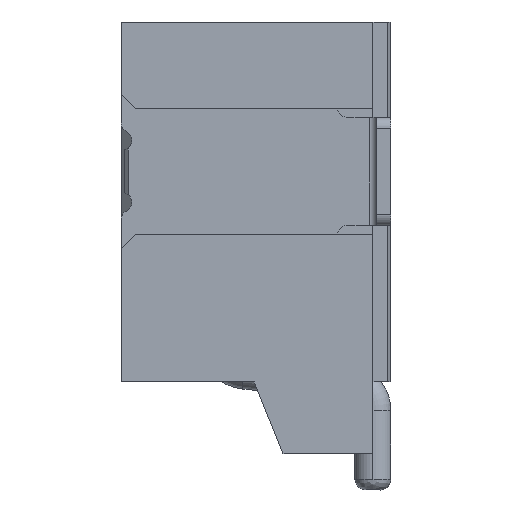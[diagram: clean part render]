
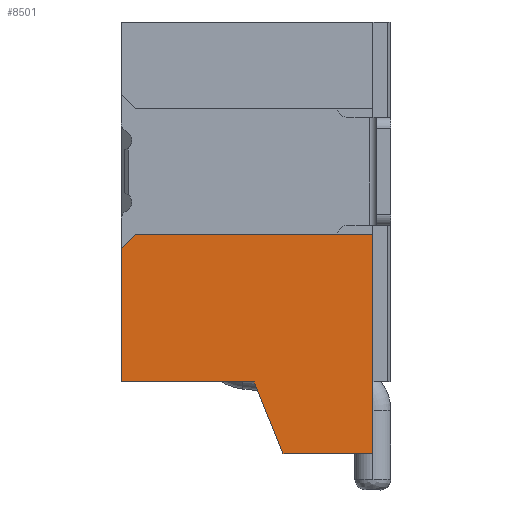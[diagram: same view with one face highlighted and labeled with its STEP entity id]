
A CAD part, left-side view. The second image highlights one B-rep face of the part: STEP entity #8501.
In plain terms, the highlighted planar face has unit normal (-1, 0, 0).
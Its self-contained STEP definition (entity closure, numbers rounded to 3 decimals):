
#26=DIRECTION('',(0.,1.,0.));
#27=VECTOR('',#26,1.85);
#28=CARTESIAN_POINT('',(311.355,-58.605,-5.5));
#29=LINE('',#28,#27);
#386=DIRECTION('',(0.,0.,1.));
#387=VECTOR('',#386,1.85);
#388=CARTESIAN_POINT('',(311.355,-56.755,-5.5));
#389=LINE('',#388,#387);
#1922=DIRECTION('',(0.,1.,0.));
#1923=VECTOR('',#1922,3.3);
#1924=CARTESIAN_POINT('',(311.355,-60.255,
-3.45));
#1925=LINE('',#1924,#1923);
#1926=DIRECTION('',(0.,0.,1.));
#1927=VECTOR('',#1926,3.05);
#1928=CARTESIAN_POINT('',(311.355,-60.255,
-6.5));
#1929=LINE('',#1928,#1927);
#1930=DIRECTION('',(0.,-1.,0.));
#1931=VECTOR('',#1930,1.25);
#1932=CARTESIAN_POINT('',(311.355,-59.005,
-6.5));
#1933=LINE('',#1932,#1931);
#1934=DIRECTION('',(0.,-0.371,-0.928));
#1935=VECTOR('',#1934,1.077);
#1936=CARTESIAN_POINT('',(311.355,-58.605,-5.5));
#1937=LINE('',#1936,#1935);
#1938=DIRECTION('',(0.,0.707,-0.707));
#1939=VECTOR('',#1938,0.283);
#1940=CARTESIAN_POINT('',(311.355,-56.955,
-3.45));
#1941=LINE('',#1940,#1939);
#4521=CARTESIAN_POINT('',(311.355,-60.255,
-6.5));
#4522=CARTESIAN_POINT('',(311.355,-60.255,
-3.45));
#4523=VERTEX_POINT('',#4521);
#4524=VERTEX_POINT('',#4522);
#4525=CARTESIAN_POINT('',(311.355,-59.005,
-6.5));
#4526=VERTEX_POINT('',#4525);
#4527=CARTESIAN_POINT('',(311.355,-58.605,-5.5));
#4528=VERTEX_POINT('',#4527);
#4529=CARTESIAN_POINT('',(311.355,-56.755,-5.5));
#4530=VERTEX_POINT('',#4529);
#4531=CARTESIAN_POINT('',(311.355,-56.755,
-3.65));
#4532=VERTEX_POINT('',#4531);
#4533=CARTESIAN_POINT('',(311.355,-56.955,
-3.45));
#4534=VERTEX_POINT('',#4533);
#8484=CARTESIAN_POINT('',(311.355,-56.755,0.));
#8485=DIRECTION('',(-1.,0.,0.));
#8486=DIRECTION('',(0.,1.,0.));
#8487=AXIS2_PLACEMENT_3D('',#8484,#8485,#8486);
#8488=PLANE('',#8487);
#8489=ORIENTED_EDGE('',*,*,#8465,.F.);
#8491=ORIENTED_EDGE('',*,*,#8490,.F.);
#8493=ORIENTED_EDGE('',*,*,#8492,.F.);
#8495=ORIENTED_EDGE('',*,*,#8494,.F.);
#8496=ORIENTED_EDGE('',*,*,#5540,.T.);
#8497=ORIENTED_EDGE('',*,*,#5794,.T.);
#8498=ORIENTED_EDGE('',*,*,#8476,.F.);
#8499=EDGE_LOOP('',(#8489,#8491,#8493,#8495,#8496,#8497,#8498));
#8500=FACE_OUTER_BOUND('',#8499,.F.);
#5540=EDGE_CURVE('',#4528,#4530,#29,.T.);
#5794=EDGE_CURVE('',#4530,#4532,#389,.T.);
#8465=EDGE_CURVE('',#4524,#4534,#1925,.T.);
#8476=EDGE_CURVE('',#4534,#4532,#1941,.T.);
#8490=EDGE_CURVE('',#4523,#4524,#1929,.T.);
#8492=EDGE_CURVE('',#4526,#4523,#1933,.T.);
#8494=EDGE_CURVE('',#4528,#4526,#1937,.T.);
#8501=ADVANCED_FACE('',(#8500),#8488,.T.);
